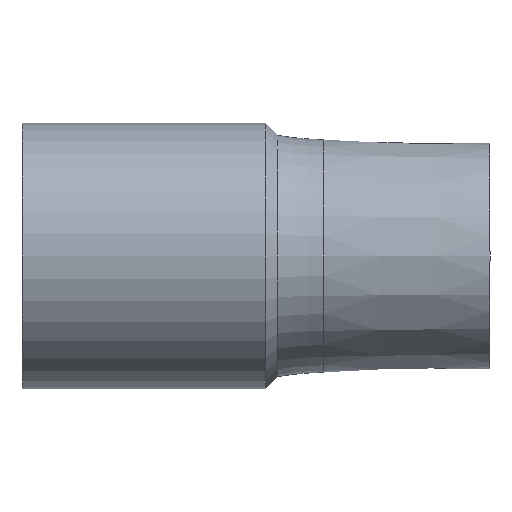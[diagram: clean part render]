
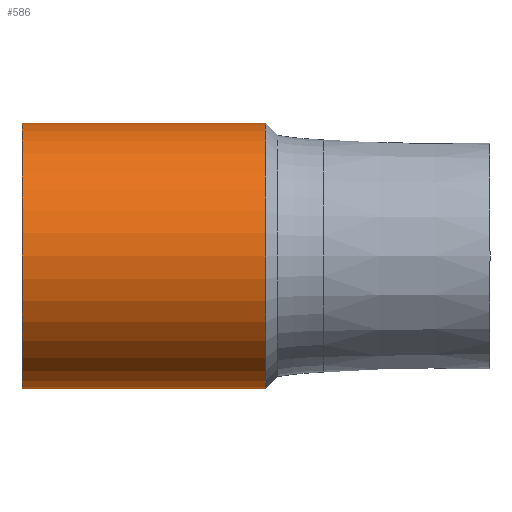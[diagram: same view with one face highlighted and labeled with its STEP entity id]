
A CAD part, front view. The second image highlights one B-rep face of the part: STEP entity #586.
In plain terms, the highlighted cylindrical face has radius 12.8 mm (diameter 25.6 mm), a full revolution.
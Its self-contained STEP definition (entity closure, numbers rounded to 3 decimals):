
#22=CYLINDRICAL_SURFACE('',#664,12.8);
#60=LINE('',#1078,#88);
#88=VECTOR('',#823,12.8);
#130=FACE_OUTER_BOUND('',#162,.T.);
#162=EDGE_LOOP('',(#505,#506,#507,#508,#509));
#206=CIRCLE('',#662,12.8);
#207=CIRCLE('',#665,12.8);
#208=CIRCLE('',#666,12.8);
#278=VERTEX_POINT('',#1068);
#279=VERTEX_POINT('',#1074);
#280=VERTEX_POINT('',#1075);
#359=EDGE_CURVE('',#278,#278,#206,.T.);
#361=EDGE_CURVE('',#279,#280,#207,.T.);
#362=EDGE_CURVE('',#280,#279,#208,.T.);
#363=EDGE_CURVE('',#280,#278,#60,.T.);
#505=ORIENTED_EDGE('',*,*,#361,.F.);
#506=ORIENTED_EDGE('',*,*,#362,.F.);
#507=ORIENTED_EDGE('',*,*,#363,.T.);
#508=ORIENTED_EDGE('',*,*,#359,.F.);
#509=ORIENTED_EDGE('',*,*,#363,.F.);
#586=ADVANCED_FACE('',(#130),#22,.T.);
#662=AXIS2_PLACEMENT_3D('',#1070,#812,#813);
#664=AXIS2_PLACEMENT_3D('',#1073,#817,#818);
#665=AXIS2_PLACEMENT_3D('',#1076,#819,#820);
#666=AXIS2_PLACEMENT_3D('',#1077,#821,#822);
#812=DIRECTION('center_axis',(-1.,0.,0.));
#813=DIRECTION('ref_axis',(0.,1.,0.));
#817=DIRECTION('center_axis',(1.,0.,0.));
#818=DIRECTION('ref_axis',(0.,1.,0.));
#819=DIRECTION('center_axis',(1.,0.,0.));
#820=DIRECTION('ref_axis',(0.,0.,-1.));
#821=DIRECTION('center_axis',(1.,0.,0.));
#822=DIRECTION('ref_axis',(0.,0.,-1.));
#823=DIRECTION('',(-1.,0.,0.));
#1068=CARTESIAN_POINT('',(21.5,-12.8,0.));
#1070=CARTESIAN_POINT('Origin',(21.5,0.,0.));
#1073=CARTESIAN_POINT('Origin',(35.247,0.,0.));
#1074=CARTESIAN_POINT('',(45.,12.8,0.));
#1075=CARTESIAN_POINT('',(45.,-12.8,0.));
#1076=CARTESIAN_POINT('Origin',(45.,0.,0.));
#1077=CARTESIAN_POINT('Origin',(45.,0.,0.));
#1078=CARTESIAN_POINT('',(35.247,-12.8,0.));
